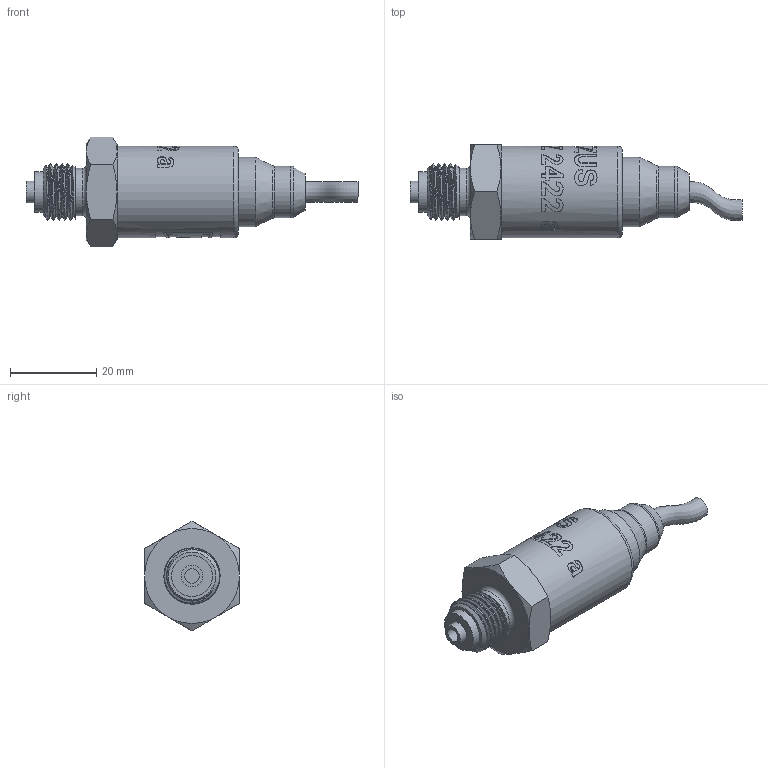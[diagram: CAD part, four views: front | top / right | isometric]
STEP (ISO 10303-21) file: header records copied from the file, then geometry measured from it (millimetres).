
FILE_DESCRIPTION(/* description */ (''),/* implementation_level */ '2;1');
FILE_NAME(/* name */ 'APZ2422a_G1''4EN_Cab.step',/* time_stamp */ '2021-07-14T16:01:39+03:00',/* author */ (''),/* organization */ (''),/* preprocessor_version */ 'ST-DEVELOPER v18.1',/* originating_system */ 'Autodesk Translation Framework v10.9.0.1377',/* authorisation */ '');
FILE_SCHEMA (('CONFIG_CONTROL_DESIGN','AUTOMOTIVE_DESIGN { 1 0 10303 214 3 1 1 }'));
Length unit declared in the file: millimetre
Products named in the file (3): АПЗ 2422 a - filled (not 100% correct
); G1/4 EN; #19881
Assembly tree (2 placements, depth 2):
  АПЗ 2422 a - filled (not 100% correct
)
    G1/4 EN
    #19881
Bounding box: 76.97 x 22 x 25.4 mm (x, y, z)
Volume: 16152.9 mm3; surface area: 6615.6 mm2
Topology: 4 solids, 4 shells, 377 faces, 996 edges, 658 vertices
Faces by surface type: bspline 273, cylinder 43, plane 37, cone 18, torus 6
Full cylindrical faces by diameter (mm): 3.3 x1, 4.8 x2, 5 x1, 7.2 x1, 9.5 x1, 11 x1, 11.445 x4, 12 x1, 13.5 x1, 16.2 x2, 17.8 x1, 20.2 x1, 21.2 x1
Entity records: 19868 total; most frequent: CARTESIAN_POINT 12369, ORIENTED_EDGE 1992, EDGE_CURVE 996, DIRECTION 699, VERTEX_POINT 658, B_SPLINE_CURVE_WITH_KNOTS 571, EDGE_LOOP 412, FACE_OUTER_BOUND 377
